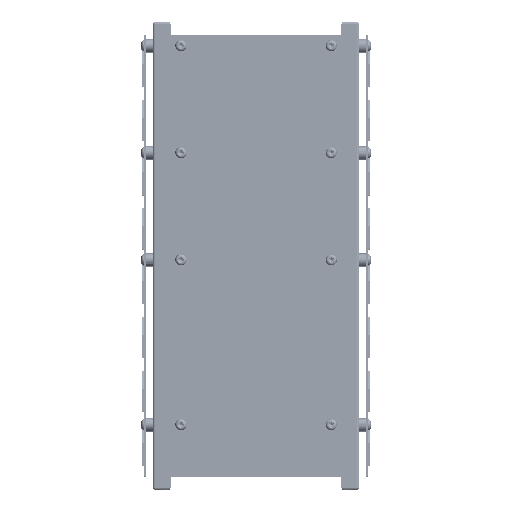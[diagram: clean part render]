
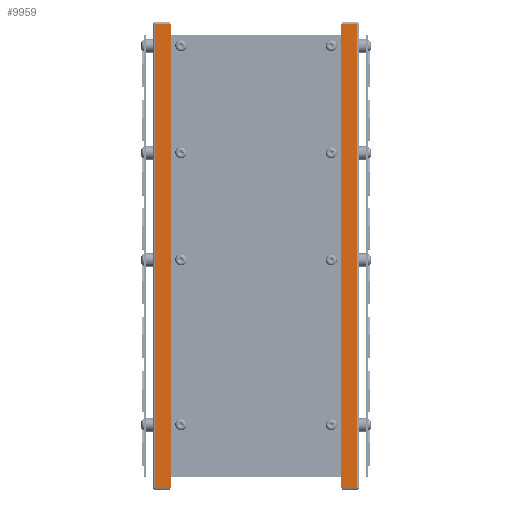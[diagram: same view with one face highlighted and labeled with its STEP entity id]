
A CAD part, top view. The second image highlights one B-rep face of the part: STEP entity #9959.
In plain terms, the highlighted face is planar.
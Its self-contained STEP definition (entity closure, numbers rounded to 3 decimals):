
#380 = VERTEX_POINT ( 'NONE', #29983 ) ;
#546 = DIRECTION ( 'NONE',  ( 0., 1., 0. ) ) ;
#582 = CARTESIAN_POINT ( 'NONE',  ( 41.5, -107., 0. ) ) ;
#1109 = EDGE_CURVE ( 'NONE', #19504, #26136, #28981, .T. ) ;
#1289 = VERTEX_POINT ( 'NONE', #27989 ) ;
#1869 = VECTOR ( 'NONE', #9139, 1000. ) ;
#1926 = VECTOR ( 'NONE', #2000, 1000. ) ;
#2000 = DIRECTION ( 'NONE',  ( 0., -1., 0. ) ) ;
#2124 = DIRECTION ( 'NONE',  ( -1., 0., 0. ) ) ;
#2231 = CARTESIAN_POINT ( 'NONE',  ( -41.5, 107., 0. ) ) ;
#2521 = DIRECTION ( 'NONE',  ( 0., 0., 1. ) ) ;
#2622 = LINE ( 'NONE', #25169, #15005 ) ;
#2706 = VERTEX_POINT ( 'NONE', #2943 ) ;
#2943 = CARTESIAN_POINT ( 'NONE',  ( -49., 112.5, 0. ) ) ;
#2986 = CARTESIAN_POINT ( 'NONE',  ( -41.5, -107., 0. ) ) ;
#3174 = ORIENTED_EDGE ( 'NONE', *, *, #30540, .T. ) ;
#3611 = VERTEX_POINT ( 'NONE', #6826 ) ;
#3645 = EDGE_CURVE ( 'NONE', #24078, #21354, #21599, .T. ) ;
#3901 = CARTESIAN_POINT ( 'NONE',  ( 49., -112.5, 0. ) ) ;
#4452 = CARTESIAN_POINT ( 'NONE',  ( 49., 0., 0. ) ) ;
#4532 = EDGE_CURVE ( 'NONE', #2706, #1289, #2622, .T. ) ;
#5446 = CARTESIAN_POINT ( 'NONE',  ( -41.5, 107., 0. ) ) ;
#5726 = VERTEX_POINT ( 'NONE', #582 ) ;
#6103 = LINE ( 'NONE', #2986, #24229 ) ;
#6537 = VECTOR ( 'NONE', #26117, 1000. ) ;
#6761 = LINE ( 'NONE', #5446, #12587 ) ;
#6826 = CARTESIAN_POINT ( 'NONE',  ( -41.5, -107., 0. ) ) ;
#7000 = VECTOR ( 'NONE', #546, 1000. ) ;
#7041 = VECTOR ( 'NONE', #31671, 1000. ) ;
#7157 = EDGE_CURVE ( 'NONE', #21354, #27870, #27349, .T. ) ;
#7454 = EDGE_CURVE ( 'NONE', #20860, #29840, #11082, .T. ) ;
#7685 = FACE_OUTER_BOUND ( 'NONE', #11369, .T. ) ;
#7834 = CARTESIAN_POINT ( 'NONE',  ( -49., 0., 0. ) ) ;
#9105 = CARTESIAN_POINT ( 'NONE',  ( 49., 112.5, 0. ) ) ;
#9139 = DIRECTION ( 'NONE',  ( -1., 0., 0. ) ) ;
#9959 = ADVANCED_FACE ( 'NONE', ( #7685 ), #14846, .F. ) ;
#11082 = LINE ( 'NONE', #25349, #23427 ) ;
#11369 = EDGE_LOOP ( 'NONE', ( #12280, #16651, #25432, #31263, #24458, #22114, #13236, #3174, #21283, #26253, #22099, #27027 ) ) ;
#12280 = ORIENTED_EDGE ( 'NONE', *, *, #24279, .F. ) ;
#12587 = VECTOR ( 'NONE', #17892, 1000. ) ;
#12608 = EDGE_CURVE ( 'NONE', #29840, #380, #20337, .T. ) ;
#13156 = DIRECTION ( 'NONE',  ( 0., -1., 0. ) ) ;
#13236 = ORIENTED_EDGE ( 'NONE', *, *, #7454, .F. ) ;
#13499 = EDGE_CURVE ( 'NONE', #380, #1289, #6761, .T. ) ;
#14403 = CARTESIAN_POINT ( 'NONE',  ( -41.5, -107., 0. ) ) ;
#14846 = PLANE ( 'NONE',  #17506 ) ;
#15005 = VECTOR ( 'NONE', #17866, 1000. ) ;
#15448 = CARTESIAN_POINT ( 'NONE',  ( 41.5, 112.5, 0. ) ) ;
#15802 = CARTESIAN_POINT ( 'NONE',  ( -49., -112.5, 0. ) ) ;
#16651 = ORIENTED_EDGE ( 'NONE', *, *, #1109, .T. ) ;
#16897 = EDGE_CURVE ( 'NONE', #3611, #5726, #25976, .T. ) ;
#17506 = AXIS2_PLACEMENT_3D ( 'NONE', #24629, #2521, #19805 ) ;
#17866 = DIRECTION ( 'NONE',  ( 1., 0., 0. ) ) ;
#17892 = DIRECTION ( 'NONE',  ( 0., 1., 0. ) ) ;
#18183 = VECTOR ( 'NONE', #31323, 1000. ) ;
#19504 = VERTEX_POINT ( 'NONE', #24590 ) ;
#19682 = LINE ( 'NONE', #23624, #6537 ) ;
#19805 = DIRECTION ( 'NONE',  ( 1., 0., 0. ) ) ;
#20161 = LINE ( 'NONE', #7834, #7000 ) ;
#20256 = DIRECTION ( 'NONE',  ( 0., 1., 0. ) ) ;
#20337 = LINE ( 'NONE', #2231, #26879 ) ;
#20860 = VERTEX_POINT ( 'NONE', #15448 ) ;
#21283 = ORIENTED_EDGE ( 'NONE', *, *, #3645, .T. ) ;
#21354 = VERTEX_POINT ( 'NONE', #3901 ) ;
#21599 = LINE ( 'NONE', #4452, #1926 ) ;
#22099 = ORIENTED_EDGE ( 'NONE', *, *, #24359, .F. ) ;
#22114 = ORIENTED_EDGE ( 'NONE', *, *, #12608, .F. ) ;
#23427 = VECTOR ( 'NONE', #27837, 1000. ) ;
#23624 = CARTESIAN_POINT ( 'NONE',  ( 0., 112.5, 0. ) ) ;
#24078 = VERTEX_POINT ( 'NONE', #9105 ) ;
#24229 = VECTOR ( 'NONE', #20256, 1000. ) ;
#24279 = EDGE_CURVE ( 'NONE', #19504, #3611, #6103, .T. ) ;
#24359 = EDGE_CURVE ( 'NONE', #5726, #27870, #30859, .T. ) ;
#24458 = ORIENTED_EDGE ( 'NONE', *, *, #13499, .F. ) ;
#24590 = CARTESIAN_POINT ( 'NONE',  ( -41.5, -112.5, 0. ) ) ;
#24629 = CARTESIAN_POINT ( 'NONE',  ( 0., 0., 0. ) ) ;
#25169 = CARTESIAN_POINT ( 'NONE',  ( 0., 112.5, 0. ) ) ;
#25349 = CARTESIAN_POINT ( 'NONE',  ( 41.5, 107., 0. ) ) ;
#25432 = ORIENTED_EDGE ( 'NONE', *, *, #28095, .T. ) ;
#25976 = LINE ( 'NONE', #14403, #7041 ) ;
#26117 = DIRECTION ( 'NONE',  ( 1., 0., 0. ) ) ;
#26136 = VERTEX_POINT ( 'NONE', #15802 ) ;
#26253 = ORIENTED_EDGE ( 'NONE', *, *, #7157, .T. ) ;
#26426 = CARTESIAN_POINT ( 'NONE',  ( 0., -112.5, 0. ) ) ;
#26879 = VECTOR ( 'NONE', #2124, 1000. ) ;
#27027 = ORIENTED_EDGE ( 'NONE', *, *, #16897, .F. ) ;
#27349 = LINE ( 'NONE', #26426, #1869 ) ;
#27837 = DIRECTION ( 'NONE',  ( 0., -1., 0. ) ) ;
#27870 = VERTEX_POINT ( 'NONE', #30598 ) ;
#27914 = CARTESIAN_POINT ( 'NONE',  ( 41.5, -107., 0. ) ) ;
#27989 = CARTESIAN_POINT ( 'NONE',  ( -41.5, 112.5, 0. ) ) ;
#28095 = EDGE_CURVE ( 'NONE', #26136, #2706, #20161, .T. ) ;
#28434 = CARTESIAN_POINT ( 'NONE',  ( 41.5, 107., 0. ) ) ;
#28697 = CARTESIAN_POINT ( 'NONE',  ( 0., -112.5, 0. ) ) ;
#28981 = LINE ( 'NONE', #28697, #18183 ) ;
#29298 = VECTOR ( 'NONE', #13156, 1000. ) ;
#29840 = VERTEX_POINT ( 'NONE', #28434 ) ;
#29983 = CARTESIAN_POINT ( 'NONE',  ( -41.5, 107., 0. ) ) ;
#30540 = EDGE_CURVE ( 'NONE', #20860, #24078, #19682, .T. ) ;
#30598 = CARTESIAN_POINT ( 'NONE',  ( 41.5, -112.5, 0. ) ) ;
#30859 = LINE ( 'NONE', #27914, #29298 ) ;
#31263 = ORIENTED_EDGE ( 'NONE', *, *, #4532, .T. ) ;
#31323 = DIRECTION ( 'NONE',  ( -1., 0., 0. ) ) ;
#31671 = DIRECTION ( 'NONE',  ( 1., 0., 0. ) ) ;
